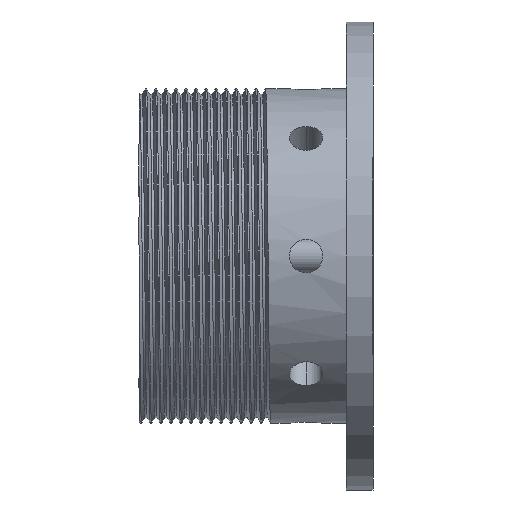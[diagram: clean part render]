
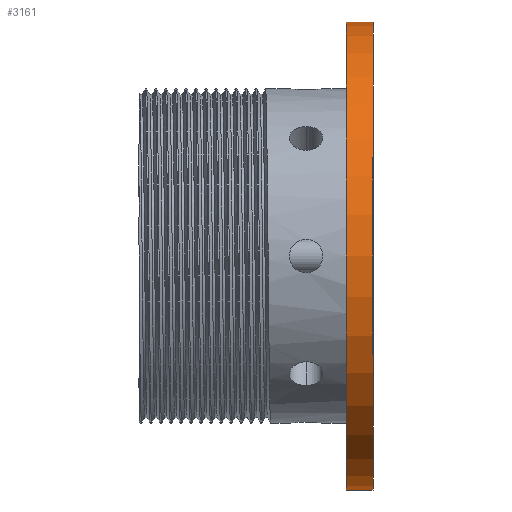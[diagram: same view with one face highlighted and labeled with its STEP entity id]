
A CAD part, left-side view. The second image highlights one B-rep face of the part: STEP entity #3161.
In plain terms, the highlighted cylindrical face has radius 35 mm (diameter 70 mm), a partial arc.
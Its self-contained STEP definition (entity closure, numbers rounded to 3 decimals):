
#152 = EDGE_LOOP ( 'NONE', ( #1313, #3259, #4949, #2815 ) ) ;
#167 = LINE ( 'NONE', #3524, #4891 ) ;
#448 = AXIS2_PLACEMENT_3D ( 'NONE', #2390, #2224, #2276 ) ;
#546 = DIRECTION ( 'NONE',  ( 0., -1., 0. ) ) ;
#844 = EDGE_CURVE ( 'NONE', #6100, #4207, #1308, .T. ) ;
#944 = CYLINDRICAL_SURFACE ( 'NONE', #1349, 35. ) ;
#948 = DIRECTION ( 'NONE',  ( 0., -1., 0. ) ) ;
#1281 = CARTESIAN_POINT ( 'NONE',  ( 0., 4., -35. ) ) ;
#1308 = CIRCLE ( 'NONE', #448, 35. ) ;
#1313 = ORIENTED_EDGE ( 'NONE', *, *, #1580, .F. ) ;
#1349 = AXIS2_PLACEMENT_3D ( 'NONE', #1459, #948, #3774 ) ;
#1459 = CARTESIAN_POINT ( 'NONE',  ( 0., 4., 0. ) ) ;
#1561 = CIRCLE ( 'NONE', #3318, 35. ) ;
#1580 = EDGE_CURVE ( 'NONE', #4207, #1752, #5838, .T. ) ;
#1752 = VERTEX_POINT ( 'NONE', #3163 ) ;
#2218 = EDGE_CURVE ( 'NONE', #4365, #1752, #1561, .T. ) ;
#2224 = DIRECTION ( 'NONE',  ( 0., 1., 0. ) ) ;
#2276 = DIRECTION ( 'NONE',  ( 0., 0., 1. ) ) ;
#2390 = CARTESIAN_POINT ( 'NONE',  ( 0., 4., 0. ) ) ;
#2486 = FACE_OUTER_BOUND ( 'NONE', #152, .T. ) ;
#2815 = ORIENTED_EDGE ( 'NONE', *, *, #2218, .T. ) ;
#3161 = ADVANCED_FACE ( 'NONE', ( #2486 ), #944, .T. ) ;
#3163 = CARTESIAN_POINT ( 'NONE',  ( 0., 0., 35. ) ) ;
#3259 = ORIENTED_EDGE ( 'NONE', *, *, #844, .F. ) ;
#3318 = AXIS2_PLACEMENT_3D ( 'NONE', #5290, #4290, #3823 ) ;
#3388 = CARTESIAN_POINT ( 'NONE',  ( 0., 4., 35. ) ) ;
#3524 = CARTESIAN_POINT ( 'NONE',  ( 0., 4., -35. ) ) ;
#3715 = CARTESIAN_POINT ( 'NONE',  ( 0., 4., 35. ) ) ;
#3774 = DIRECTION ( 'NONE',  ( 0., 0., -1. ) ) ;
#3823 = DIRECTION ( 'NONE',  ( 0., 0., 1. ) ) ;
#3995 = DIRECTION ( 'NONE',  ( 0., -1., 0. ) ) ;
#4207 = VERTEX_POINT ( 'NONE', #3715 ) ;
#4267 = CARTESIAN_POINT ( 'NONE',  ( 0., 0., -35. ) ) ;
#4290 = DIRECTION ( 'NONE',  ( 0., 1., 0. ) ) ;
#4365 = VERTEX_POINT ( 'NONE', #4267 ) ;
#4513 = EDGE_CURVE ( 'NONE', #6100, #4365, #167, .T. ) ;
#4891 = VECTOR ( 'NONE', #3995, 1000. ) ;
#4949 = ORIENTED_EDGE ( 'NONE', *, *, #4513, .T. ) ;
#5290 = CARTESIAN_POINT ( 'NONE',  ( 0., 0., 0. ) ) ;
#5362 = VECTOR ( 'NONE', #546, 1000. ) ;
#5838 = LINE ( 'NONE', #3388, #5362 ) ;
#6100 = VERTEX_POINT ( 'NONE', #1281 ) ;
